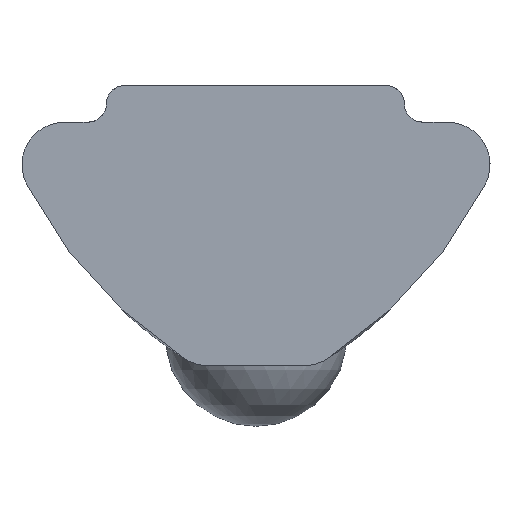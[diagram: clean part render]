
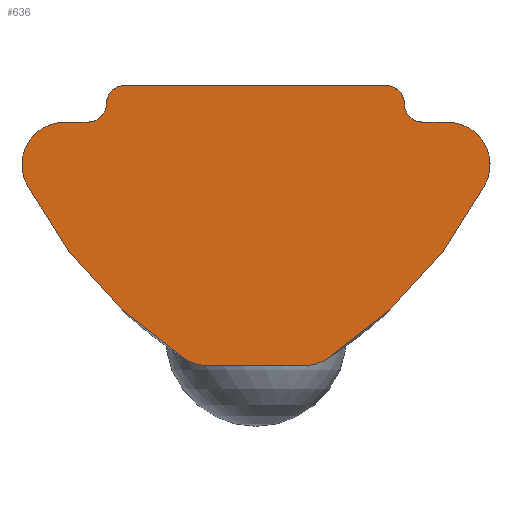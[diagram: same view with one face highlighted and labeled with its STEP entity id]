
A CAD part, left-side view. The second image highlights one B-rep face of the part: STEP entity #636.
In plain terms, the highlighted planar face has unit normal (-1, 0, 0).
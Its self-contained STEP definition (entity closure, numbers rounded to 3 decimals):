
#21=PLANE('',#713);
#47=FACE_OUTER_BOUND('',#80,.T.);
#80=EDGE_LOOP('',(#485,#486,#487,#488,#489,#490,#491,#492,#493,#494,#495,
#496,#497,#498));
#123=LINE('',#1088,#161);
#125=LINE('',#1093,#163);
#145=LINE('',#1229,#183);
#146=LINE('',#1233,#184);
#161=VECTOR('',#774,1000.);
#163=VECTOR('',#778,1000.);
#183=VECTOR('',#860,1000.);
#184=VECTOR('',#867,1000.);
#193=CIRCLE('',#674,7.5);
#196=CIRCLE('',#679,0.3);
#198=CIRCLE('',#683,0.3);
#202=CIRCLE('',#691,0.3);
#203=CIRCLE('',#693,0.3);
#205=CIRCLE('',#696,0.7);
#208=CIRCLE('',#703,0.7);
#212=CIRCLE('',#711,0.7);
#213=CIRCLE('',#714,7.5);
#214=CIRCLE('',#715,0.7);
#236=VERTEX_POINT('',#994);
#237=VERTEX_POINT('',#996);
#244=VERTEX_POINT('',#1059);
#247=VERTEX_POINT('',#1075);
#251=VERTEX_POINT('',#1085);
#252=VERTEX_POINT('',#1087);
#254=VERTEX_POINT('',#1092);
#257=VERTEX_POINT('',#1111);
#261=VERTEX_POINT('',#1127);
#264=VERTEX_POINT('',#1157);
#266=VERTEX_POINT('',#1163);
#272=VERTEX_POINT('',#1193);
#278=VERTEX_POINT('',#1223);
#279=VERTEX_POINT('',#1225);
#300=EDGE_CURVE('',#236,#237,#193,.T.);
#311=EDGE_CURVE('',#244,#247,#196,.T.);
#316=EDGE_CURVE('',#251,#252,#123,.T.);
#319=EDGE_CURVE('',#244,#254,#125,.T.);
#324=EDGE_CURVE('',#257,#247,#198,.T.);
#333=EDGE_CURVE('',#261,#252,#202,.T.);
#335=EDGE_CURVE('',#261,#264,#203,.T.);
#339=EDGE_CURVE('',#266,#251,#205,.T.);
#349=EDGE_CURVE('',#237,#272,#208,.T.);
#360=EDGE_CURVE('',#279,#278,#212,.T.);
#361=EDGE_CURVE('',#272,#279,#145,.T.);
#362=EDGE_CURVE('',#278,#266,#213,.T.);
#363=EDGE_CURVE('',#254,#236,#214,.T.);
#364=EDGE_CURVE('',#264,#257,#146,.T.);
#485=ORIENTED_EDGE('',*,*,#362,.F.);
#486=ORIENTED_EDGE('',*,*,#360,.F.);
#487=ORIENTED_EDGE('',*,*,#361,.F.);
#488=ORIENTED_EDGE('',*,*,#349,.F.);
#489=ORIENTED_EDGE('',*,*,#300,.F.);
#490=ORIENTED_EDGE('',*,*,#363,.F.);
#491=ORIENTED_EDGE('',*,*,#319,.F.);
#492=ORIENTED_EDGE('',*,*,#311,.T.);
#493=ORIENTED_EDGE('',*,*,#324,.F.);
#494=ORIENTED_EDGE('',*,*,#364,.F.);
#495=ORIENTED_EDGE('',*,*,#335,.F.);
#496=ORIENTED_EDGE('',*,*,#333,.T.);
#497=ORIENTED_EDGE('',*,*,#316,.F.);
#498=ORIENTED_EDGE('',*,*,#339,.F.);
#636=ADVANCED_FACE('',(#47),#21,.F.);
#674=AXIS2_PLACEMENT_3D('',#997,#753,#754);
#679=AXIS2_PLACEMENT_3D('',#1077,#766,#767);
#683=AXIS2_PLACEMENT_3D('',#1113,#784,#785);
#691=AXIS2_PLACEMENT_3D('',#1142,#804,#805);
#693=AXIS2_PLACEMENT_3D('',#1158,#808,#809);
#696=AXIS2_PLACEMENT_3D('',#1165,#816,#817);
#703=AXIS2_PLACEMENT_3D('',#1195,#835,#836);
#711=AXIS2_PLACEMENT_3D('',#1227,#856,#857);
#713=AXIS2_PLACEMENT_3D('',#1230,#861,#862);
#714=AXIS2_PLACEMENT_3D('',#1231,#863,#864);
#715=AXIS2_PLACEMENT_3D('',#1232,#865,#866);
#753=DIRECTION('center_axis',(1.,0.,0.));
#754=DIRECTION('ref_axis',(0.,-1.,0.));
#766=DIRECTION('center_axis',(1.,0.,0.));
#767=DIRECTION('ref_axis',(0.,-1.,0.));
#774=DIRECTION('',(0.,-1.,0.));
#778=DIRECTION('',(0.,-1.,0.));
#784=DIRECTION('center_axis',(1.,0.,0.));
#785=DIRECTION('ref_axis',(0.,-1.,0.));
#804=DIRECTION('center_axis',(1.,0.,0.));
#805=DIRECTION('ref_axis',(0.,-1.,0.));
#808=DIRECTION('center_axis',(1.,0.,0.));
#809=DIRECTION('ref_axis',(0.,-1.,0.));
#816=DIRECTION('center_axis',(1.,0.,0.));
#817=DIRECTION('ref_axis',(0.,-1.,0.));
#835=DIRECTION('center_axis',(1.,0.,0.));
#836=DIRECTION('ref_axis',(0.,-1.,0.));
#856=DIRECTION('center_axis',(1.,0.,0.));
#857=DIRECTION('ref_axis',(0.,-1.,0.));
#860=DIRECTION('',(0.,1.,0.));
#861=DIRECTION('center_axis',(1.,0.,0.));
#862=DIRECTION('ref_axis',(0.,0.,-1.));
#863=DIRECTION('center_axis',(1.,0.,0.));
#864=DIRECTION('ref_axis',(0.,-1.,0.));
#865=DIRECTION('center_axis',(1.,0.,0.));
#866=DIRECTION('ref_axis',(0.,-1.,0.));
#867=DIRECTION('',(0.,-1.,0.));
#994=CARTESIAN_POINT('',(-4.,-3.77,-1.62));
#996=CARTESIAN_POINT('',(-4.,-1.173,-4.488));
#997=CARTESIAN_POINT('Origin',(-4.,2.9,1.81));
#1059=CARTESIAN_POINT('',(-4.,-2.74,-0.6));
#1075=CARTESIAN_POINT('',(-4.,-2.44,-0.3));
#1077=CARTESIAN_POINT('Origin',(-4.,-2.74,-0.3));
#1085=CARTESIAN_POINT('',(-4.,3.147,-0.6));
#1087=CARTESIAN_POINT('',(-4.,2.76,-0.6));
#1088=CARTESIAN_POINT('',(-4.,3.147,-0.6));
#1092=CARTESIAN_POINT('',(-4.,-3.147,-0.6));
#1093=CARTESIAN_POINT('',(-4.,-2.74,-0.6));
#1111=CARTESIAN_POINT('',(-4.,-2.14,0.));
#1113=CARTESIAN_POINT('Origin',(-4.,-2.14,-0.3));
#1127=CARTESIAN_POINT('',(-4.,2.46,-0.3));
#1142=CARTESIAN_POINT('Origin',(-4.,2.76,-0.3));
#1157=CARTESIAN_POINT('',(-4.,2.16,0.));
#1158=CARTESIAN_POINT('Origin',(-4.,2.16,-0.3));
#1163=CARTESIAN_POINT('',(-4.,3.77,-1.62));
#1165=CARTESIAN_POINT('Origin',(-4.,3.147,-1.3));
#1193=CARTESIAN_POINT('',(-4.,-0.793,-4.6));
#1195=CARTESIAN_POINT('Origin',(-4.,-0.793,-3.9));
#1223=CARTESIAN_POINT('',(-4.,1.173,-4.488));
#1225=CARTESIAN_POINT('',(-4.,0.793,-4.6));
#1227=CARTESIAN_POINT('Origin',(-4.,0.793,-3.9));
#1229=CARTESIAN_POINT('',(-4.,-0.793,-4.6));
#1230=CARTESIAN_POINT('Origin',(-4.,-2.9,1.81));
#1231=CARTESIAN_POINT('Origin',(-4.,-2.9,1.81));
#1232=CARTESIAN_POINT('Origin',(-4.,-3.147,-1.3));
#1233=CARTESIAN_POINT('',(-4.,2.16,0.));
